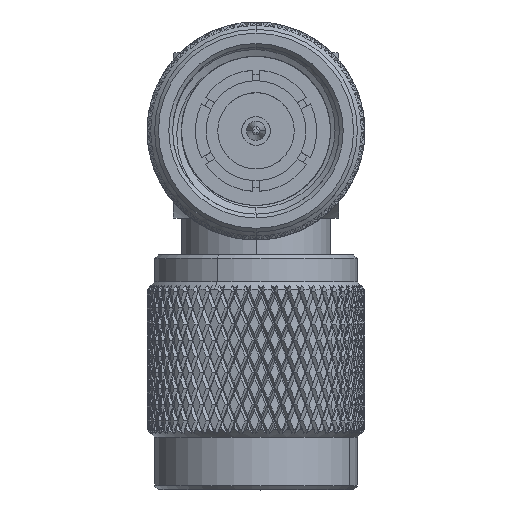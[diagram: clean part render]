
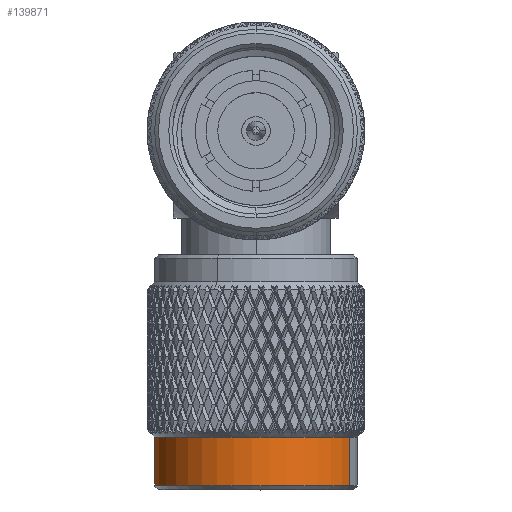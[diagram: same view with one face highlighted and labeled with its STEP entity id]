
A CAD part, top view. The second image highlights one B-rep face of the part: STEP entity #139871.
In plain terms, the highlighted cylindrical face has radius 6.756 mm (diameter 13.513 mm), a partial arc.
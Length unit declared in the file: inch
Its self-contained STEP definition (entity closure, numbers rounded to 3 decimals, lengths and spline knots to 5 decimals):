
#668 = EDGE_CURVE ( 'NONE', #185109, #120948, #74038, .T. ) ;
#4667 = EDGE_CURVE ( 'NONE', #47425, #9174, #149869, .T. ) ;
#9174 = VERTEX_POINT ( 'NONE', #89836 ) ;
#11256 = CIRCLE ( 'NONE', #63133, 0.266 ) ;
#19421 = ORIENTED_EDGE ( 'NONE', *, *, #177071, .T. ) ;
#24472 = ORIENTED_EDGE ( 'NONE', *, *, #4667, .F. ) ;
#30909 = CARTESIAN_POINT ( 'NONE',  ( 0.33259, 0., 0. ) ) ;
#35561 = DIRECTION ( 'NONE',  ( 0., -0.382, 0.924 ) ) ;
#35575 = CARTESIAN_POINT ( 'NONE',  ( 0.91913, 0., 0. ) ) ;
#47425 = VERTEX_POINT ( 'NONE', #195058 ) ;
#60347 = DIRECTION ( 'NONE',  ( 1., 0., 0. ) ) ;
#60516 = CARTESIAN_POINT ( 'NONE',  ( 0.91913, 0.10157, -0.24584 ) ) ;
#63133 = AXIS2_PLACEMENT_3D ( 'NONE', #35575, #134884, #170217 ) ;
#72964 = CARTESIAN_POINT ( 'NONE',  ( 0.33259, -0.10157, 0.24584 ) ) ;
#74038 = LINE ( 'NONE', #95664, #137117 ) ;
#76367 = ORIENTED_EDGE ( 'NONE', *, *, #103755, .F. ) ;
#89836 = CARTESIAN_POINT ( 'NONE',  ( 0.91913, -0.10157, 0.24584 ) ) ;
#95664 = CARTESIAN_POINT ( 'NONE',  ( 0.33259, 0.10157, -0.24584 ) ) ;
#99625 = DIRECTION ( 'NONE',  ( -1., 0., 0. ) ) ;
#103755 = EDGE_CURVE ( 'NONE', #185109, #47425, #104914, .T. ) ;
#104675 = CYLINDRICAL_SURFACE ( 'NONE', #170311, 0.266 ) ;
#104914 = CIRCLE ( 'NONE', #140183, 0.266 ) ;
#105130 = VECTOR ( 'NONE', #207640, 39.37008 ) ;
#120948 = VERTEX_POINT ( 'NONE', #60516 ) ;
#124023 = EDGE_LOOP ( 'NONE', ( #24472, #76367, #126182, #19421 ) ) ;
#126182 = ORIENTED_EDGE ( 'NONE', *, *, #668, .T. ) ;
#129034 = CARTESIAN_POINT ( 'NONE',  ( 0.79113, 0.10157, -0.24584 ) ) ;
#134598 = DIRECTION ( 'NONE',  ( 1., 0., 0. ) ) ;
#134884 = DIRECTION ( 'NONE',  ( -1., 0., 0. ) ) ;
#137117 = VECTOR ( 'NONE', #60347, 39.37008 ) ;
#139871 = ADVANCED_FACE ( 'NONE', ( #207521 ), #104675, .T. ) ;
#140183 = AXIS2_PLACEMENT_3D ( 'NONE', #203321, #99625, #35561 ) ;
#149869 = LINE ( 'NONE', #72964, #105130 ) ;
#170217 = DIRECTION ( 'NONE',  ( 0., -0.382, 0.924 ) ) ;
#170311 = AXIS2_PLACEMENT_3D ( 'NONE', #30909, #134598, #182395 ) ;
#177071 = EDGE_CURVE ( 'NONE', #120948, #9174, #11256, .T. ) ;
#182395 = DIRECTION ( 'NONE',  ( 0., 0.382, -0.924 ) ) ;
#185109 = VERTEX_POINT ( 'NONE', #129034 ) ;
#195058 = CARTESIAN_POINT ( 'NONE',  ( 0.79113, -0.10157, 0.24584 ) ) ;
#203321 = CARTESIAN_POINT ( 'NONE',  ( 0.79113, 0., 0. ) ) ;
#207521 = FACE_OUTER_BOUND ( 'NONE', #124023, .T. ) ;
#207640 = DIRECTION ( 'NONE',  ( 1., 0., 0. ) ) ;
